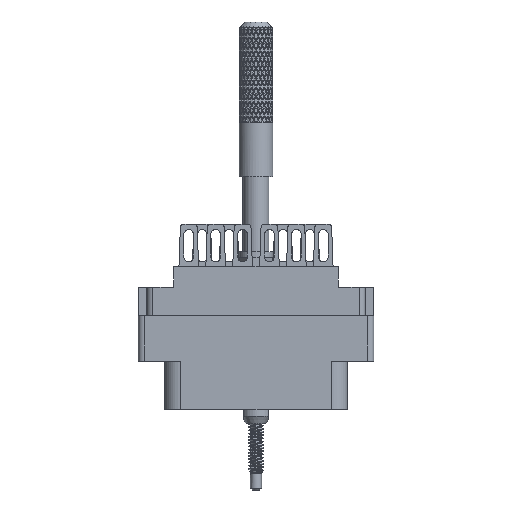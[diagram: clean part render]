
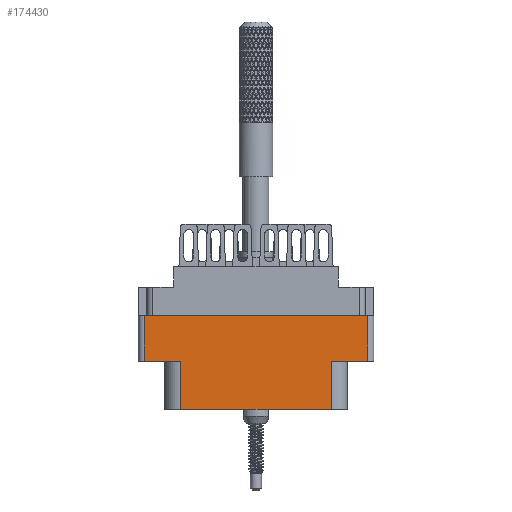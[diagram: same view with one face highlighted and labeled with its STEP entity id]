
A CAD part, front view. The second image highlights one B-rep face of the part: STEP entity #174430.
In plain terms, the highlighted planar face has unit normal (0, -1, 0).
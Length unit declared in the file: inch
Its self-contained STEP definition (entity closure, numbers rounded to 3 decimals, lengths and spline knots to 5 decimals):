
#747 = CARTESIAN_POINT ( 'NONE',  ( 0., -0.343, -0.274 ) ) ;
#1469 = VERTEX_POINT ( 'NONE', #109926 ) ;
#3102 = ORIENTED_EDGE ( 'NONE', *, *, #62963, .T. ) ;
#4272 = ORIENTED_EDGE ( 'NONE', *, *, #102732, .T. ) ;
#5392 = ORIENTED_EDGE ( 'NONE', *, *, #169053, .T. ) ;
#10525 = VERTEX_POINT ( 'NONE', #176528 ) ;
#14444 = ORIENTED_EDGE ( 'NONE', *, *, #59375, .T. ) ;
#18782 = LINE ( 'NONE', #173708, #104947 ) ;
#23679 = VECTOR ( 'NONE', #141320, 39.37008 ) ;
#25866 = VECTOR ( 'NONE', #110615, 39.37008 ) ;
#27962 = DIRECTION ( 'NONE',  ( 0., 0., 1. ) ) ;
#34109 = VECTOR ( 'NONE', #152428, 39.37008 ) ;
#44129 = CARTESIAN_POINT ( 'NONE',  ( -0.42052, -0.343, -0.798 ) ) ;
#47193 = CARTESIAN_POINT ( 'NONE',  ( 0.42052, -0.343, -0.798 ) ) ;
#51124 = CARTESIAN_POINT ( 'NONE',  ( 0.624, -0.343, -0.798 ) ) ;
#54766 = CARTESIAN_POINT ( 'NONE',  ( -0.624, -0.343, -0.529 ) ) ;
#55576 = CARTESIAN_POINT ( 'NONE',  ( -0.624, -0.343, -0.274 ) ) ;
#59375 = EDGE_CURVE ( 'NONE', #10525, #130288, #127873, .T. ) ;
#62963 = EDGE_CURVE ( 'NONE', #130288, #65891, #170340, .T. ) ;
#65891 = VERTEX_POINT ( 'NONE', #181688 ) ;
#66934 = CARTESIAN_POINT ( 'NONE',  ( -0.656, -0.343, -0.798 ) ) ;
#68537 = CARTESIAN_POINT ( 'NONE',  ( 0.42052, -0.343, -0.529 ) ) ;
#69186 = EDGE_CURVE ( 'NONE', #72609, #10525, #166030, .T. ) ;
#71731 = DIRECTION ( 'NONE',  ( 0., 0., -1. ) ) ;
#72609 = VERTEX_POINT ( 'NONE', #170337 ) ;
#80406 = EDGE_LOOP ( 'NONE', ( #148394, #4272, #168482, #91045, #14444, #3102, #155707, #5392 ) ) ;
#81186 = FACE_OUTER_BOUND ( 'NONE', #80406, .T. ) ;
#85552 = CARTESIAN_POINT ( 'NONE',  ( 0.624, -0.343, -0.529 ) ) ;
#91045 = ORIENTED_EDGE ( 'NONE', *, *, #69186, .T. ) ;
#95725 = CARTESIAN_POINT ( 'NONE',  ( 0., -0.343, -0.529 ) ) ;
#98508 = DIRECTION ( 'NONE',  ( 1., 0., 0. ) ) ;
#100731 = LINE ( 'NONE', #95725, #23679 ) ;
#100848 = PLANE ( 'NONE',  #182900 ) ;
#101480 = DIRECTION ( 'NONE',  ( 1., 0., 0. ) ) ;
#102342 = DIRECTION ( 'NONE',  ( 0., 0., -1. ) ) ;
#102732 = EDGE_CURVE ( 'NONE', #165562, #173594, #18782, .T. ) ;
#104947 = VECTOR ( 'NONE', #71731, 39.37008 ) ;
#109926 = CARTESIAN_POINT ( 'NONE',  ( 0.624, -0.343, -0.274 ) ) ;
#110615 = DIRECTION ( 'NONE',  ( 1., 0., 0. ) ) ;
#113007 = VECTOR ( 'NONE', #101480, 39.37008 ) ;
#117584 = LINE ( 'NONE', #747, #113007 ) ;
#127873 = LINE ( 'NONE', #66934, #25866 ) ;
#130288 = VERTEX_POINT ( 'NONE', #47193 ) ;
#136085 = LINE ( 'NONE', #51124, #34109 ) ;
#141320 = DIRECTION ( 'NONE',  ( -1., 0., 0. ) ) ;
#143934 = CARTESIAN_POINT ( 'NONE',  ( -0.656, -0.343, -0.798 ) ) ;
#144584 = DIRECTION ( 'NONE',  ( 0., 0., -1. ) ) ;
#148394 = ORIENTED_EDGE ( 'NONE', *, *, #173229, .F. ) ;
#150330 = EDGE_CURVE ( 'NONE', #156094, #65891, #100731, .T. ) ;
#150423 = VECTOR ( 'NONE', #98508, 39.37008 ) ;
#152428 = DIRECTION ( 'NONE',  ( 0., 0., 1. ) ) ;
#155707 = ORIENTED_EDGE ( 'NONE', *, *, #150330, .F. ) ;
#156094 = VERTEX_POINT ( 'NONE', #85552 ) ;
#161328 = VECTOR ( 'NONE', #27962, 39.37008 ) ;
#161659 = LINE ( 'NONE', #170089, #150423 ) ;
#164588 = EDGE_CURVE ( 'NONE', #173594, #72609, #161659, .T. ) ;
#165562 = VERTEX_POINT ( 'NONE', #55576 ) ;
#166030 = LINE ( 'NONE', #44129, #172764 ) ;
#168482 = ORIENTED_EDGE ( 'NONE', *, *, #164588, .T. ) ;
#169053 = EDGE_CURVE ( 'NONE', #156094, #1469, #136085, .T. ) ;
#170089 = CARTESIAN_POINT ( 'NONE',  ( 0., -0.343, -0.529 ) ) ;
#170337 = CARTESIAN_POINT ( 'NONE',  ( -0.42052, -0.343, -0.529 ) ) ;
#170340 = LINE ( 'NONE', #68537, #161328 ) ;
#172764 = VECTOR ( 'NONE', #102342, 39.37008 ) ;
#173229 = EDGE_CURVE ( 'NONE', #165562, #1469, #117584, .T. ) ;
#173594 = VERTEX_POINT ( 'NONE', #54766 ) ;
#173708 = CARTESIAN_POINT ( 'NONE',  ( -0.624, -0.343, -0.798 ) ) ;
#174430 = ADVANCED_FACE ( 'NONE', ( #81186 ), #100848, .T. ) ;
#176528 = CARTESIAN_POINT ( 'NONE',  ( -0.42052, -0.343, -0.798 ) ) ;
#181688 = CARTESIAN_POINT ( 'NONE',  ( 0.42052, -0.343, -0.529 ) ) ;
#182900 = AXIS2_PLACEMENT_3D ( 'NONE', #143934, #187707, #144584 ) ;
#187707 = DIRECTION ( 'NONE',  ( 0., -1., 0. ) ) ;
